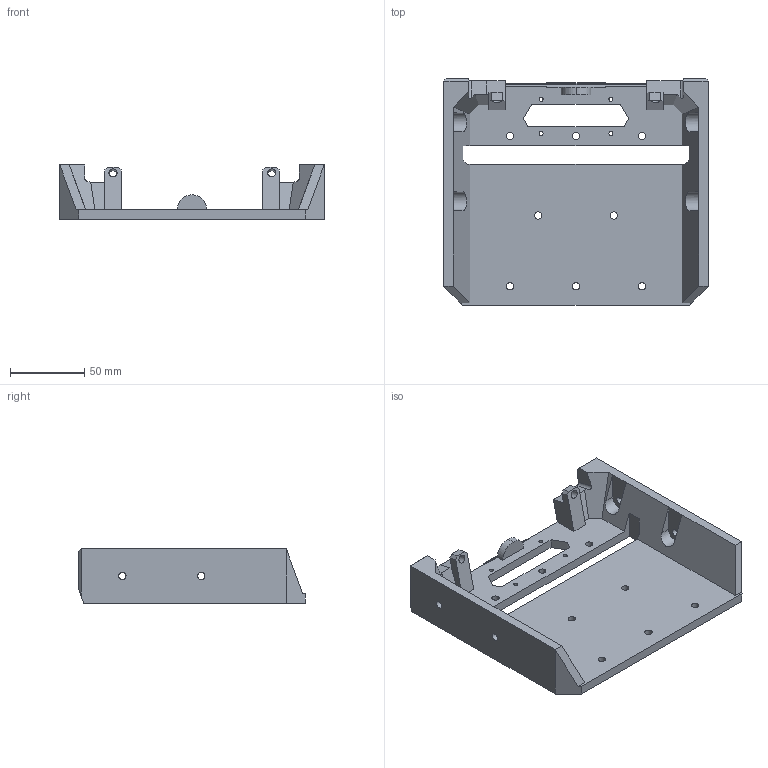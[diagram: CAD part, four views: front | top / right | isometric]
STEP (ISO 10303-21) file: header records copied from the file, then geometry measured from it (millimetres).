
FILE_DESCRIPTION(/* description */ ('UIP CENTRAL TIE BRACKET'),/* implementation_level */ '2;1');
FILE_NAME(/* name */ 'OH1A1-25_MOD_A - UIP CENTRAL TIE BRACKET.step',/* time_stamp */ '2024-09-17T23:27:00+02:00',/* author */ (''),/* organization */ (''),/* preprocessor_version */ 'ST-DEVELOPER v20',/* originating_system */ 'Autodesk Translation Framework v13.14.0.145',/* authorisation */ '');
FILE_SCHEMA (('AUTOMOTIVE_DESIGN { 1 0 10303 214 3 1 1 }'));
Length unit declared in the file: millimetre
Products named in the file (1): OH1A1-25
Bounding box: 177.8 x 152.18 x 36.58 mm (x, y, z)
Volume: 261573.1 mm3; surface area: 75949 mm2
Topology: 1 solids, 1 shells, 138 faces, 379 edges, 242 vertices
Faces by surface type: plane 92, cylinder 38, sphere 4, cone 4
Full cylindrical faces by diameter (mm): 2.705 x4, 4.915 x12, 5.5 x2
Entity records: 4458 total; most frequent: CARTESIAN_POINT 767, ORIENTED_EDGE 760, DIRECTION 736, EDGE_CURVE 380, LINE 298, VECTOR 298, VERTEX_POINT 244, AXIS2_PLACEMENT_3D 219
